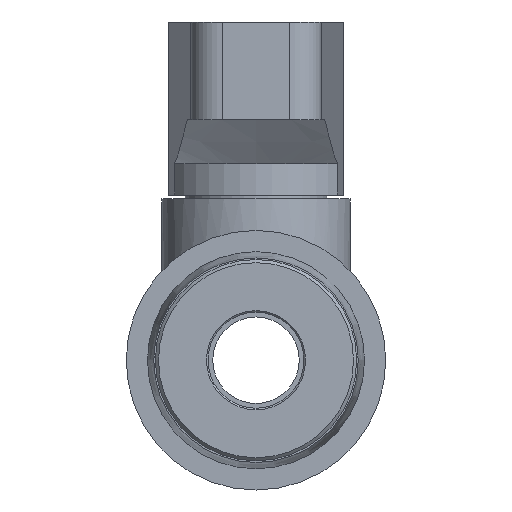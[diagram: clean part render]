
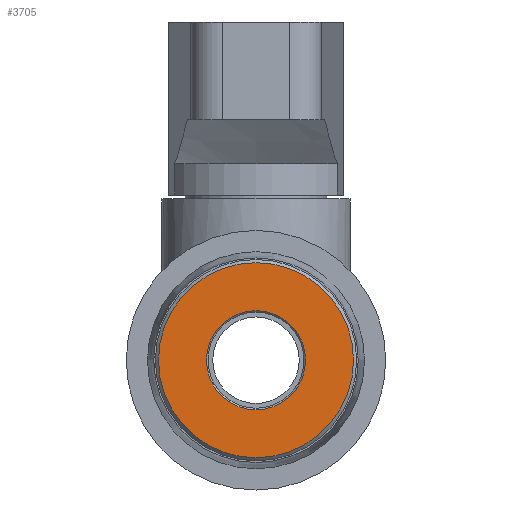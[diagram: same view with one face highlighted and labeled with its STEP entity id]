
A CAD part, left-side view. The second image highlights one B-rep face of the part: STEP entity #3705.
In plain terms, the highlighted planar face has unit normal (-1, 0, 0).
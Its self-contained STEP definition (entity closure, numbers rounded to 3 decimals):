
#1525=PLANE('',#3530);
#1581=ORIENTED_EDGE('',*,*,#2000,.T.);
#1582=ORIENTED_EDGE('',*,*,#2001,.F.);
#1831=CIRCLE('',#3529,6.2);
#1832=CIRCLE('',#3531,3.15);
#1903=VERTEX_POINT('',#2786);
#1904=VERTEX_POINT('',#2789);
#2000=EDGE_CURVE('',#1903,#1903,#1831,.T.);
#2001=EDGE_CURVE('',#1904,#1904,#1832,.T.);
#2140=EDGE_LOOP('',(#1581));
#2141=EDGE_LOOP('',(#1582));
#2263=FACE_BOUND('',#2140,.T.);
#2264=FACE_BOUND('',#2141,.T.);
#2406=DIRECTION('',(-1.,0.,0.));
#2407=DIRECTION('',(0.,6.2,0.));
#2408=DIRECTION('',(-1.,0.,0.));
#2409=DIRECTION('',(0.,1.,0.));
#2410=DIRECTION('',(-1.,0.,0.));
#2411=DIRECTION('',(0.,3.15,0.));
#2786=CARTESIAN_POINT('',(-4.,6.2,0.));
#2787=CARTESIAN_POINT('',(-4.,0.,0.));
#2788=CARTESIAN_POINT('',(-4.,6.2,0.));
#2789=CARTESIAN_POINT('',(-4.,3.15,0.));
#2790=CARTESIAN_POINT('',(-4.,0.,0.));
#3529=AXIS2_PLACEMENT_3D('',#2787,#2406,#2407);
#3530=AXIS2_PLACEMENT_3D('',#2788,#2408,#2409);
#3531=AXIS2_PLACEMENT_3D('',#2790,#2410,#2411);
#3705=ADVANCED_FACE('',(#2263,#2264),#1525,.T.);
